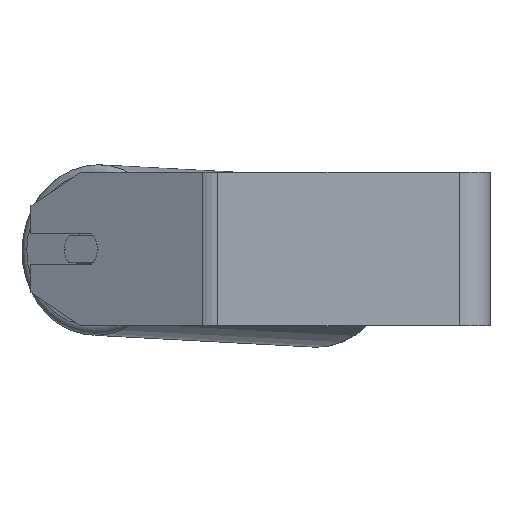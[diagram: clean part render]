
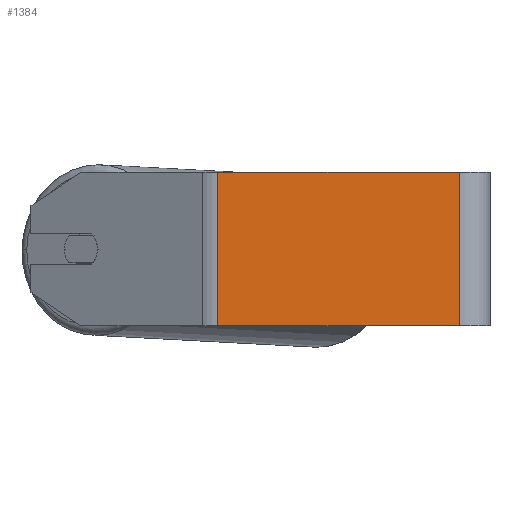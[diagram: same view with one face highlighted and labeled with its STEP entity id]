
A CAD part, left-side view. The second image highlights one B-rep face of the part: STEP entity #1384.
In plain terms, the highlighted planar face has unit normal (-1, 0, 0).
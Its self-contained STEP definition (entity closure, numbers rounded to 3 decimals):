
#79 = DIRECTION ( 'NONE',  ( 0., -1., 0. ) ) ;
#552 = DIRECTION ( 'NONE',  ( 1., 0., 0. ) ) ;
#626 = ORIENTED_EDGE ( 'NONE', *, *, #744, .T. ) ;
#744 = EDGE_CURVE ( 'NONE', #5783, #1318, #3895, .T. ) ;
#798 = CARTESIAN_POINT ( 'NONE',  ( -280., 16., 40. ) ) ;
#1205 = DIRECTION ( 'NONE',  ( 0., 0., -1. ) ) ;
#1210 = AXIS2_PLACEMENT_3D ( 'NONE', #6547, #552, #2712 ) ;
#1318 = VERTEX_POINT ( 'NONE', #4223 ) ;
#1384 = ADVANCED_FACE ( 'NONE', ( #6512 ), #6583, .F. ) ;
#1665 = VECTOR ( 'NONE', #6189, 1000. ) ;
#1817 = CARTESIAN_POINT ( 'NONE',  ( -280., 146.209, 40. ) ) ;
#2345 = CARTESIAN_POINT ( 'NONE',  ( -280., 141.922, 40. ) ) ;
#2712 = DIRECTION ( 'NONE',  ( 0., 0., -1. ) ) ;
#2730 = ORIENTED_EDGE ( 'NONE', *, *, #6866, .T. ) ;
#2805 = LINE ( 'NONE', #1817, #4284 ) ;
#2858 = CARTESIAN_POINT ( 'NONE',  ( -280., 141.922, -40. ) ) ;
#3147 = EDGE_LOOP ( 'NONE', ( #626, #6385, #6022, #2730 ) ) ;
#3354 = EDGE_CURVE ( 'NONE', #4230, #5577, #2805, .T. ) ;
#3542 = CARTESIAN_POINT ( 'NONE',  ( -280., 16., 40. ) ) ;
#3760 = CARTESIAN_POINT ( 'NONE',  ( -280., 146.209, -40. ) ) ;
#3780 = CARTESIAN_POINT ( 'NONE',  ( -280., 141.922, 40. ) ) ;
#3895 = LINE ( 'NONE', #3760, #4256 ) ;
#3972 = VECTOR ( 'NONE', #1205, 1000. ) ;
#4223 = CARTESIAN_POINT ( 'NONE',  ( -280., 16., -40. ) ) ;
#4230 = VERTEX_POINT ( 'NONE', #3780 ) ;
#4256 = VECTOR ( 'NONE', #6010, 1000. ) ;
#4284 = VECTOR ( 'NONE', #79, 1000. ) ;
#4838 = EDGE_CURVE ( 'NONE', #5577, #1318, #5626, .T. ) ;
#5577 = VERTEX_POINT ( 'NONE', #3542 ) ;
#5626 = LINE ( 'NONE', #798, #1665 ) ;
#5783 = VERTEX_POINT ( 'NONE', #2858 ) ;
#6010 = DIRECTION ( 'NONE',  ( 0., -1., 0. ) ) ;
#6022 = ORIENTED_EDGE ( 'NONE', *, *, #3354, .F. ) ;
#6189 = DIRECTION ( 'NONE',  ( 0., 0., -1. ) ) ;
#6385 = ORIENTED_EDGE ( 'NONE', *, *, #4838, .F. ) ;
#6512 = FACE_OUTER_BOUND ( 'NONE', #3147, .T. ) ;
#6542 = LINE ( 'NONE', #2345, #3972 ) ;
#6547 = CARTESIAN_POINT ( 'NONE',  ( -280., 146.209, 40. ) ) ;
#6583 = PLANE ( 'NONE',  #1210 ) ;
#6866 = EDGE_CURVE ( 'NONE', #4230, #5783, #6542, .T. ) ;
